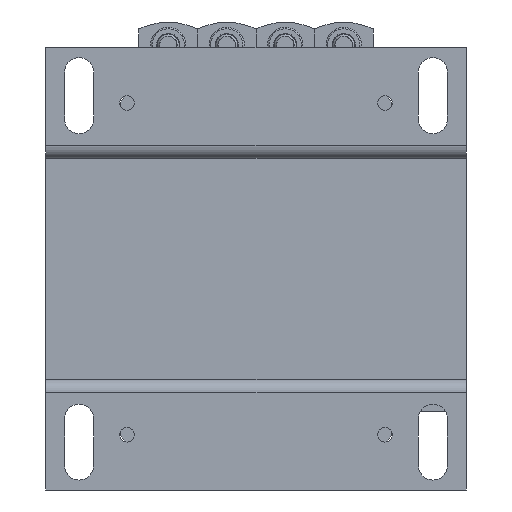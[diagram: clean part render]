
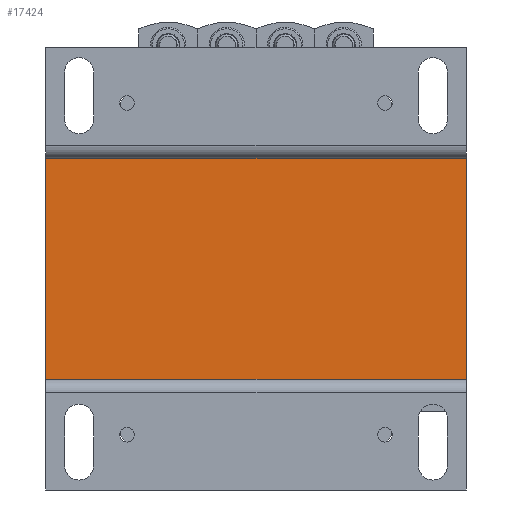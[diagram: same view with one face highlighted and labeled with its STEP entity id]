
A CAD part, front view. The second image highlights one B-rep face of the part: STEP entity #17424.
In plain terms, the highlighted planar face has unit normal (0, -1, 0).
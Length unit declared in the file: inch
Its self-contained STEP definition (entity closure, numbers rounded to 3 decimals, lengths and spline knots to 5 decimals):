
#4922 = CARTESIAN_POINT ( 'NONE',  ( 2.24409, -1.87008, 1.1811 ) ) ;
#13933 = VERTEX_POINT ( 'NONE', #18502 ) ;
#15575 = ORIENTED_EDGE ( 'NONE', *, *, #104097, .F. ) ;
#17001 = VECTOR ( 'NONE', #20780, 39.37008 ) ;
#17424 = ADVANCED_FACE ( 'NONE', ( #57097 ), #26303, .F. ) ;
#18502 = CARTESIAN_POINT ( 'NONE',  ( -2.24409, -1.87008, -1.1811 ) ) ;
#20780 = DIRECTION ( 'NONE',  ( 0., 0., -1. ) ) ;
#21448 = CARTESIAN_POINT ( 'NONE',  ( -2.24409, -1.87008, -1.1811 ) ) ;
#24970 = VECTOR ( 'NONE', #91199, 39.37008 ) ;
#25203 = VERTEX_POINT ( 'NONE', #68836 ) ;
#25962 = DIRECTION ( 'NONE',  ( 0., 1., 0. ) ) ;
#25976 = EDGE_CURVE ( 'NONE', #96813, #13933, #101356, .T. ) ;
#26303 = PLANE ( 'NONE',  #74903 ) ;
#30794 = LINE ( 'NONE', #4922, #17001 ) ;
#31477 = EDGE_CURVE ( 'NONE', #13933, #25203, #41374, .T. ) ;
#34601 = VECTOR ( 'NONE', #101747, 39.37008 ) ;
#40076 = CARTESIAN_POINT ( 'NONE',  ( 2.24409, -1.87008, -1.1811 ) ) ;
#41374 = LINE ( 'NONE', #78767, #46385 ) ;
#41500 = CARTESIAN_POINT ( 'NONE',  ( -2.24409, -1.87008, 1.1811 ) ) ;
#41858 = DIRECTION ( 'NONE',  ( 0., 0., 1. ) ) ;
#46385 = VECTOR ( 'NONE', #102287, 39.37008 ) ;
#46394 = LINE ( 'NONE', #66628, #24970 ) ;
#56935 = VERTEX_POINT ( 'NONE', #63282 ) ;
#57097 = FACE_OUTER_BOUND ( 'NONE', #84954, .T. ) ;
#63282 = CARTESIAN_POINT ( 'NONE',  ( 2.24409, -1.87008, 1.1811 ) ) ;
#65860 = ORIENTED_EDGE ( 'NONE', *, *, #31477, .F. ) ;
#66628 = CARTESIAN_POINT ( 'NONE',  ( -2.24409, -1.87008, 1.1811 ) ) ;
#68836 = CARTESIAN_POINT ( 'NONE',  ( -2.24409, -1.87008, 1.1811 ) ) ;
#70116 = ORIENTED_EDGE ( 'NONE', *, *, #25976, .F. ) ;
#74903 = AXIS2_PLACEMENT_3D ( 'NONE', #41500, #25962, #41858 ) ;
#78767 = CARTESIAN_POINT ( 'NONE',  ( -2.24409, -1.87008, 1.1811 ) ) ;
#84954 = EDGE_LOOP ( 'NONE', ( #15575, #90808, #65860, #70116 ) ) ;
#89007 = EDGE_CURVE ( 'NONE', #25203, #56935, #46394, .T. ) ;
#90808 = ORIENTED_EDGE ( 'NONE', *, *, #89007, .F. ) ;
#91199 = DIRECTION ( 'NONE',  ( 1., 0., 0. ) ) ;
#96813 = VERTEX_POINT ( 'NONE', #40076 ) ;
#101356 = LINE ( 'NONE', #21448, #34601 ) ;
#101747 = DIRECTION ( 'NONE',  ( -1., 0., 0. ) ) ;
#102287 = DIRECTION ( 'NONE',  ( 0., 0., 1. ) ) ;
#104097 = EDGE_CURVE ( 'NONE', #56935, #96813, #30794, .T. ) ;
